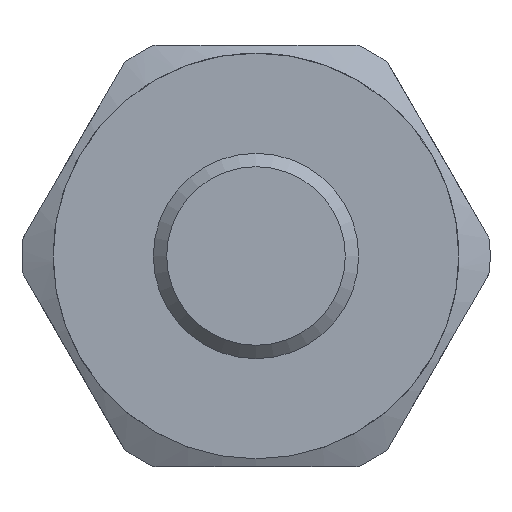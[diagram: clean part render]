
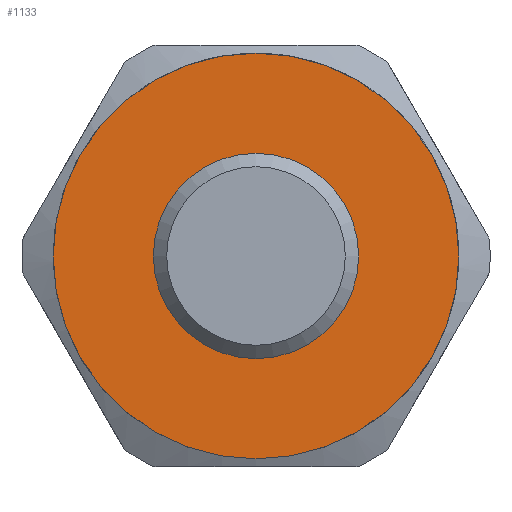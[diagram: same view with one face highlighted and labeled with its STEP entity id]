
A CAD part, front view. The second image highlights one B-rep face of the part: STEP entity #1133.
In plain terms, the highlighted planar face has unit normal (0, -1, 0).
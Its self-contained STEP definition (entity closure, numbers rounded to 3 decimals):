
#437=ORIENTED_EDGE('',*,*,#700,.F.);
#438=ORIENTED_EDGE('',*,*,#699,.T.);
#699=EDGE_CURVE('',#818,#818,#857,.T.);
#700=EDGE_CURVE('',#819,#819,#858,.T.);
#818=VERTEX_POINT('',#2013);
#819=VERTEX_POINT('',#2016);
#857=CIRCLE('',#1243,13.);
#858=CIRCLE('',#1245,6.579);
#918=EDGE_LOOP('',(#437));
#919=EDGE_LOOP('',(#438));
#1012=FACE_BOUND('',#918,.T.);
#1013=FACE_BOUND('',#919,.T.);
#1073=PLANE('',#1244);
#1133=ADVANCED_FACE('',(#1012,#1013),#1073,.F.);
#1243=AXIS2_PLACEMENT_3D('',#2012,#1501,#1502);
#1244=AXIS2_PLACEMENT_3D('',#2014,#1503,#1504);
#1245=AXIS2_PLACEMENT_3D('',#2015,#1505,#1506);
#1501=DIRECTION('',(0.,-1.,0.));
#1502=DIRECTION('',(0.,0.,-1.));
#1503=DIRECTION('',(0.,1.,0.));
#1504=DIRECTION('',(0.,0.,1.));
#1505=DIRECTION('',(0.,-1.,0.));
#1506=DIRECTION('',(0.,0.,-1.));
#2012=CARTESIAN_POINT('',(0.,9.,0.));
#2013=CARTESIAN_POINT('',(0.,9.,-13.));
#2014=CARTESIAN_POINT('',(13.,9.,0.));
#2015=CARTESIAN_POINT('',(0.,9.,0.));
#2016=CARTESIAN_POINT('',(0.,9.,-6.579));
